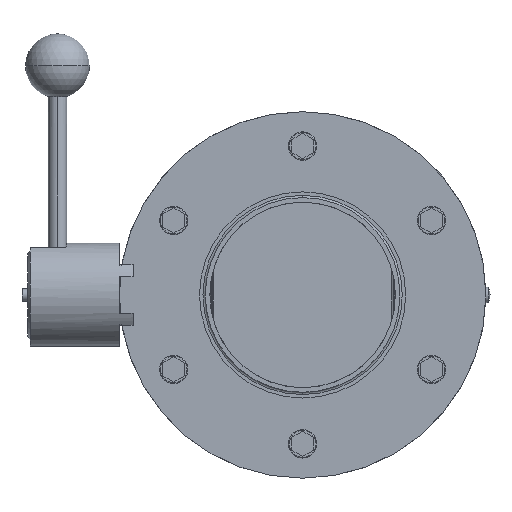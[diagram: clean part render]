
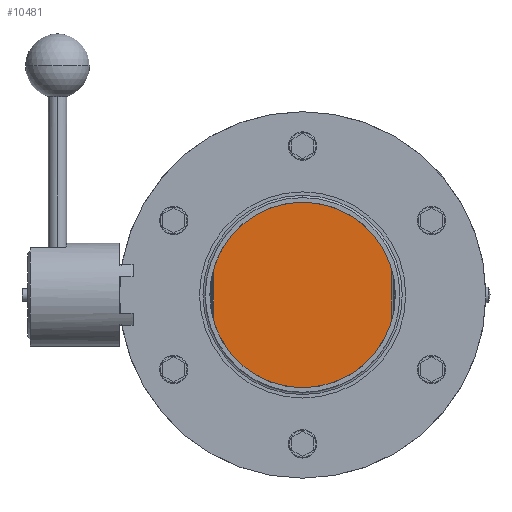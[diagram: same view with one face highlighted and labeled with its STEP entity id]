
A CAD part, left-side view. The second image highlights one B-rep face of the part: STEP entity #10481.
In plain terms, the highlighted planar face has unit normal (-1, 0, 0).
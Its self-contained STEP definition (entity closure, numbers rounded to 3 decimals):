
#118 = CARTESIAN_POINT ( 'NONE',  ( -0.8, -38.702, -11.905 ) ) ;
#185 = DIRECTION ( 'NONE',  ( 0., 0., 1. ) ) ;
#685 = EDGE_CURVE ( 'NONE', #6779, #10683, #5611, .T. ) ;
#998 = ORIENTED_EDGE ( 'NONE', *, *, #9098, .F. ) ;
#1013 = ORIENTED_EDGE ( 'NONE', *, *, #8778, .F. ) ;
#1120 = CARTESIAN_POINT ( 'NONE',  ( -0.8, 0., 0. ) ) ;
#1231 = ORIENTED_EDGE ( 'NONE', *, *, #5493, .T. ) ;
#1271 = VERTEX_POINT ( 'NONE', #7627 ) ;
#1310 = PLANE ( 'NONE',  #3186 ) ;
#1530 = VECTOR ( 'NONE', #185, 1000. ) ;
#1548 = DIRECTION ( 'NONE',  ( 1., 0., 0. ) ) ;
#1943 = DIRECTION ( 'NONE',  ( 0., 1., 0. ) ) ;
#3186 = AXIS2_PLACEMENT_3D ( 'NONE', #5845, #1548, #5131 ) ;
#4475 = DIRECTION ( 'NONE',  ( 0., 0., 1. ) ) ;
#4713 = DIRECTION ( 'NONE',  ( 1., 0., 0. ) ) ;
#5131 = DIRECTION ( 'NONE',  ( 0., 1., 0. ) ) ;
#5281 = ORIENTED_EDGE ( 'NONE', *, *, #685, .F. ) ;
#5458 = CARTESIAN_POINT ( 'NONE',  ( -0.8, 38.702, 11.905 ) ) ;
#5493 = EDGE_CURVE ( 'NONE', #6779, #1271, #10009, .T. ) ;
#5611 = CIRCLE ( 'NONE', #10456, 40.492 ) ;
#5845 = CARTESIAN_POINT ( 'NONE',  ( -0.8, 38.702, -80. ) ) ;
#6020 = CARTESIAN_POINT ( 'NONE',  ( -0.8, 38.702, -80. ) ) ;
#6540 = CARTESIAN_POINT ( 'NONE',  ( -0.8, 0., 0. ) ) ;
#6577 = CARTESIAN_POINT ( 'NONE',  ( -0.8, 38.702, -11.905 ) ) ;
#6779 = VERTEX_POINT ( 'NONE', #118 ) ;
#7109 = AXIS2_PLACEMENT_3D ( 'NONE', #1120, #4713, #10995 ) ;
#7627 = CARTESIAN_POINT ( 'NONE',  ( -0.8, -38.702, 11.905 ) ) ;
#7647 = CIRCLE ( 'NONE', #7109, 40.492 ) ;
#8175 = DIRECTION ( 'NONE',  ( 1., 0., 0. ) ) ;
#8263 = CARTESIAN_POINT ( 'NONE',  ( -0.8, -38.702, -80. ) ) ;
#8778 = EDGE_CURVE ( 'NONE', #10111, #1271, #7647, .T. ) ;
#9098 = EDGE_CURVE ( 'NONE', #10683, #10111, #9761, .T. ) ;
#9761 = LINE ( 'NONE', #6020, #11549 ) ;
#10009 = LINE ( 'NONE', #8263, #1530 ) ;
#10111 = VERTEX_POINT ( 'NONE', #5458 ) ;
#10456 = AXIS2_PLACEMENT_3D ( 'NONE', #6540, #8175, #1943 ) ;
#10481 = ADVANCED_FACE ( 'NONE', ( #10533 ), #1310, .F. ) ;
#10533 = FACE_OUTER_BOUND ( 'NONE', #10711, .T. ) ;
#10683 = VERTEX_POINT ( 'NONE', #6577 ) ;
#10711 = EDGE_LOOP ( 'NONE', ( #998, #5281, #1231, #1013 ) ) ;
#10995 = DIRECTION ( 'NONE',  ( 0., 1., 0. ) ) ;
#11549 = VECTOR ( 'NONE', #4475, 1000. ) ;
